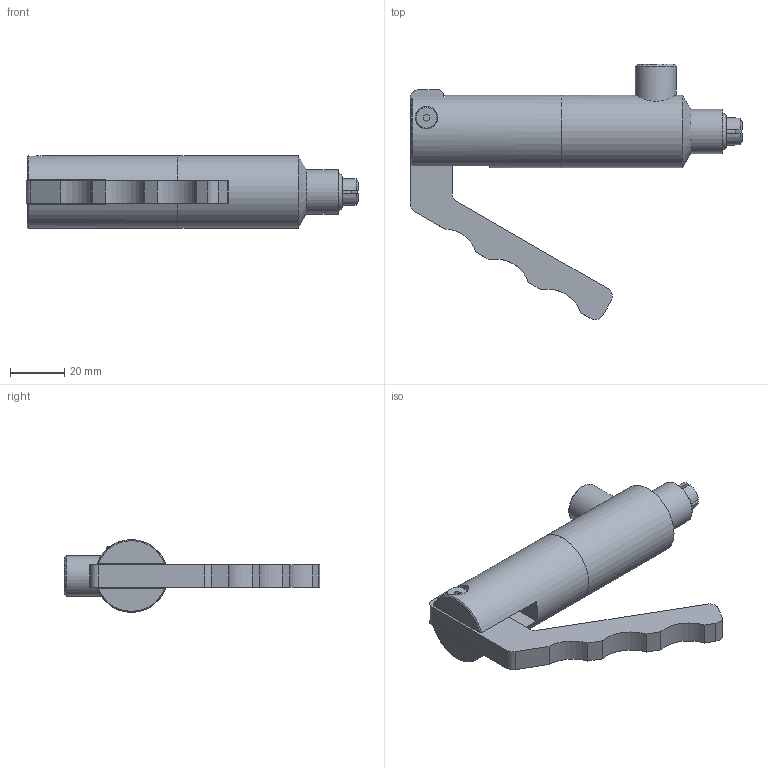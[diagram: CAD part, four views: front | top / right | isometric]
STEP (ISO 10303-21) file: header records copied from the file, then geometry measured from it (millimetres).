
FILE_DESCRIPTION(/* description */ (''),/* implementation_level */ '2;1');
FILE_NAME(/* name */ 'FNL-026T025.stp',/* time_stamp */ '2019-08-01T13:06:08-05:00',/* author */ ('scottg'),/* organization */ ('FasTest,Inc.'),/* preprocessor_version */ 'ST-DEVELOPER v17.2',/* originating_system */ 'Autodesk Inventor 2019',/* authorisation */ '');
FILE_SCHEMA (('AUTOMOTIVE_DESIGN { 1 0 10303 214 3 1 1 }'));
Length unit declared in the file: inch
Products named in the file (1): FNL-026T025
Bounding box: 122.96 x 94.62 x 26.92 mm (x, y, z)
Volume: 68583.9 mm3; surface area: 18676.5 mm2
Topology: 2 solids, 2 shells, 128 faces, 379 edges, 255 vertices
Faces by surface type: plane 73, cylinder 27, cone 24, torus 4
Full cylindrical faces by diameter (mm): 4.826 x2, 4.978 x1, 8.157 x1, 8.331 x1, 8.56 x1, 15.189 x1, 16.383 x1, 24.943 x1, 26.924 x2
Entity records: 4472 total; most frequent: CARTESIAN_POINT 992, ORIENTED_EDGE 756, DIRECTION 695, EDGE_CURVE 378, VERTEX_POINT 255, AXIS2_PLACEMENT_3D 239, LINE 217, VECTOR 217
